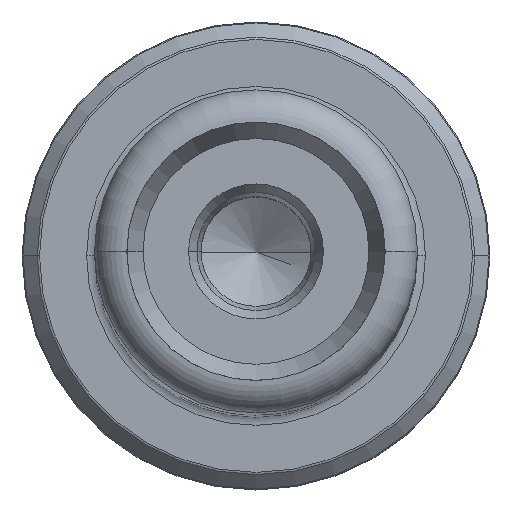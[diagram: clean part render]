
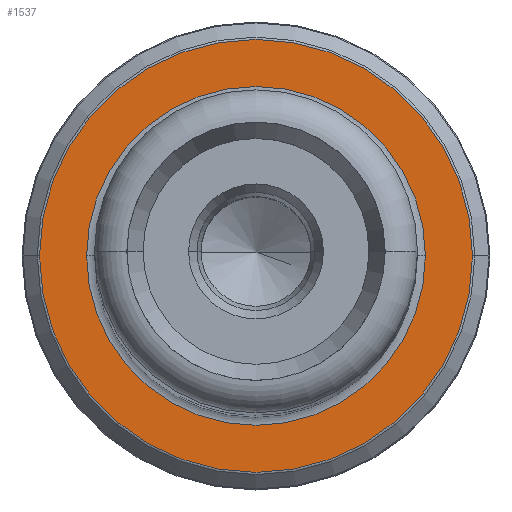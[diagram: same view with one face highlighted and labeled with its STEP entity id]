
A CAD part, top view. The second image highlights one B-rep face of the part: STEP entity #1537.
In plain terms, the highlighted planar face has unit normal (0, 0, 1).
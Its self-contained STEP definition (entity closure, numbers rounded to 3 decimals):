
#89 = VERTEX_POINT ( 'NONE', #2727 ) ;
#196 = CARTESIAN_POINT ( 'NONE',  ( 0., 0., 20. ) ) ;
#447 = DIRECTION ( 'NONE',  ( 1., 0., 0. ) ) ;
#718 = DIRECTION ( 'NONE',  ( 0., 0., 1. ) ) ;
#783 = AXIS2_PLACEMENT_3D ( 'NONE', #3248, #2972, #1664 ) ;
#810 = DIRECTION ( 'NONE',  ( 0., 0., 1. ) ) ;
#824 = FACE_BOUND ( 'NONE', #2479, .T. ) ;
#1050 = AXIS2_PLACEMENT_3D ( 'NONE', #2547, #718, #447 ) ;
#1096 = DIRECTION ( 'NONE',  ( 0., 0., 1. ) ) ;
#1118 = CIRCLE ( 'NONE', #1050, 13.417 ) ;
#1164 = VERTEX_POINT ( 'NONE', #2804 ) ;
#1173 = DIRECTION ( 'NONE',  ( 1., 0., 0. ) ) ;
#1402 = ORIENTED_EDGE ( 'NONE', *, *, #3245, .T. ) ;
#1406 = FACE_OUTER_BOUND ( 'NONE', #2925, .T. ) ;
#1462 = PLANE ( 'NONE',  #3535 ) ;
#1537 = ADVANCED_FACE ( 'NONE', ( #824, #1406 ), #1462, .T. ) ;
#1664 = DIRECTION ( 'NONE',  ( -1., 0., 0. ) ) ;
#1703 = EDGE_CURVE ( 'NONE', #3015, #2205, #2633, .T. ) ;
#1817 = CARTESIAN_POINT ( 'NONE',  ( 0., 0., 20. ) ) ;
#1865 = DIRECTION ( 'NONE',  ( -1., 0., 0. ) ) ;
#2205 = VERTEX_POINT ( 'NONE', #3258 ) ;
#2290 = EDGE_CURVE ( 'NONE', #1164, #89, #2449, .T. ) ;
#2449 = CIRCLE ( 'NONE', #2886, 13.417 ) ;
#2454 = DIRECTION ( 'NONE',  ( 0., 0., -1. ) ) ;
#2479 = EDGE_LOOP ( 'NONE', ( #3752, #1402 ) ) ;
#2547 = CARTESIAN_POINT ( 'NONE',  ( 0., 0., 20. ) ) ;
#2633 = CIRCLE ( 'NONE', #2999, 10.5 ) ;
#2717 = DIRECTION ( 'NONE',  ( 1., 0., 0. ) ) ;
#2727 = CARTESIAN_POINT ( 'NONE',  ( 13.417, 0., 20. ) ) ;
#2804 = CARTESIAN_POINT ( 'NONE',  ( -13.417, 0., 20. ) ) ;
#2886 = AXIS2_PLACEMENT_3D ( 'NONE', #3802, #810, #2717 ) ;
#2900 = ORIENTED_EDGE ( 'NONE', *, *, #3131, .T. ) ;
#2925 = EDGE_LOOP ( 'NONE', ( #2900, #3438 ) ) ;
#2972 = DIRECTION ( 'NONE',  ( 0., 0., -1. ) ) ;
#2999 = AXIS2_PLACEMENT_3D ( 'NONE', #1817, #2454, #1865 ) ;
#3015 = VERTEX_POINT ( 'NONE', #3673 ) ;
#3131 = EDGE_CURVE ( 'NONE', #89, #1164, #1118, .T. ) ;
#3245 = EDGE_CURVE ( 'NONE', #2205, #3015, #3797, .T. ) ;
#3248 = CARTESIAN_POINT ( 'NONE',  ( 0., 0., 20. ) ) ;
#3258 = CARTESIAN_POINT ( 'NONE',  ( 10.5, 0., 20. ) ) ;
#3438 = ORIENTED_EDGE ( 'NONE', *, *, #2290, .T. ) ;
#3535 = AXIS2_PLACEMENT_3D ( 'NONE', #196, #1096, #1173 ) ;
#3673 = CARTESIAN_POINT ( 'NONE',  ( -10.5, 0., 20. ) ) ;
#3752 = ORIENTED_EDGE ( 'NONE', *, *, #1703, .T. ) ;
#3797 = CIRCLE ( 'NONE', #783, 10.5 ) ;
#3802 = CARTESIAN_POINT ( 'NONE',  ( 0., 0., 20. ) ) ;
